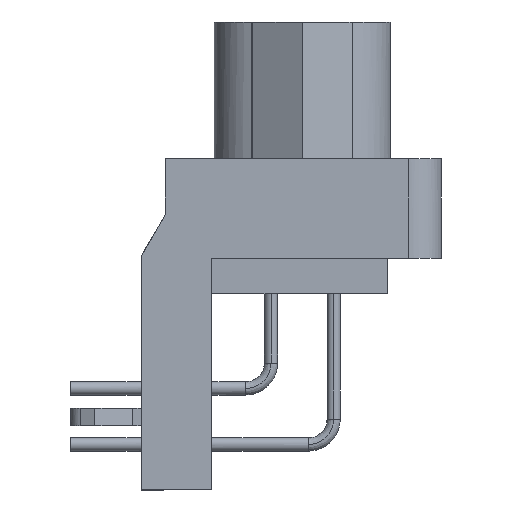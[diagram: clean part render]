
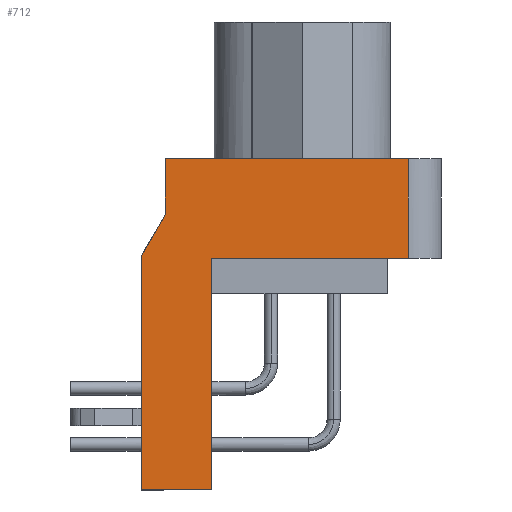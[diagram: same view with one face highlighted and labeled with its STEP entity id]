
A CAD part, left-side view. The second image highlights one B-rep face of the part: STEP entity #712.
In plain terms, the highlighted free-form (B-spline) face has degree [1, 1] with [2, 2] control points.
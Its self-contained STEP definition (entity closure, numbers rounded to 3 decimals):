
#712=ADVANCED_FACE('F65',(#1628),#1629,.T.);
#1628=FACE_OUTER_BOUND('',#4168,.T.);
#1629=B_SPLINE_SURFACE_WITH_KNOTS('',1,1,((#4169,#4170),(#4171,#4172)),.UNSPECIFIED.,.F.,.F.,.F.,(2,2),(2,2),(0.051,0.85),(0.051,0.98),.UNSPECIFIED.);
#4168=EDGE_LOOP('',(#6578,#6579,#6580,#6581,#6582,#6583,#6584,#6585));
#4169=CARTESIAN_POINT('',(-15.6,3.801,-14.501));
#4170=CARTESIAN_POINT('',(-15.6,3.801,0.501));
#4171=CARTESIAN_POINT('',(-15.6,-8.301,-14.501));
#4172=CARTESIAN_POINT('',(-15.6,-8.301,0.501));
#6578=ORIENTED_EDGE('',*,*,#6992,.F.);
#6579=ORIENTED_EDGE('',*,*,#6993,.T.);
#6580=ORIENTED_EDGE('',*,*,#6988,.F.);
#6581=ORIENTED_EDGE('',*,*,#6984,.T.);
#6582=ORIENTED_EDGE('',*,*,#6975,.T.);
#6583=ORIENTED_EDGE('',*,*,#6973,.T.);
#6584=ORIENTED_EDGE('',*,*,#6947,.T.);
#6585=ORIENTED_EDGE('',*,*,#6994,.T.);
#6947=EDGE_CURVE('E12',#7340,#7351,#7353,.T.);
#6973=EDGE_CURVE('E127',#7389,#7340,#7392,.T.);
#6975=EDGE_CURVE('E32',#7394,#7389,#7395,.T.);
#6984=EDGE_CURVE('E167',#7406,#7394,#7407,.T.);
#6988=EDGE_CURVE('E197',#7406,#7412,#7413,.T.);
#6992=EDGE_CURVE('E194',#7418,#7419,#7420,.T.);
#6993=EDGE_CURVE('E196',#7418,#7412,#7421,.T.);
#6994=EDGE_CURVE('E183',#7351,#7419,#7422,.T.);
#7340=VERTEX_POINT('V1',#8522);
#7351=VERTEX_POINT('V12',#8539);
#7353=B_SPLINE_CURVE_WITH_KNOTS('',1,(#8542,#8543),.UNSPECIFIED.,.F.,.F.,(2,2),(0.0,1.0),.UNSPECIFIED.);
#7389=VERTEX_POINT('V31',#8596);
#7392=B_SPLINE_CURVE_WITH_KNOTS('',1,(#8601,#8602),.UNSPECIFIED.,.F.,.F.,(2,2),(0.0,1.0),.UNSPECIFIED.);
#7394=VERTEX_POINT('V33',#8604);
#7395=B_SPLINE_CURVE_WITH_KNOTS('',1,(#8605,#8606),.UNSPECIFIED.,.F.,.F.,(2,2),(0.0,1.0),.UNSPECIFIED.);
#7406=VERTEX_POINT('V119',#8622);
#7407=B_SPLINE_CURVE_WITH_KNOTS('',1,(#8623,#8624),.UNSPECIFIED.,.F.,.F.,(2,2),(0.0,1.),.UNSPECIFIED.);
#7412=VERTEX_POINT('V136',#8631);
#7413=B_SPLINE_CURVE_WITH_KNOTS('',1,(#8632,#8633),.UNSPECIFIED.,.F.,.F.,(2,2),(0.0,1.0),.UNSPECIFIED.);
#7418=VERTEX_POINT('V135',#8640);
#7419=VERTEX_POINT('V128',#8641);
#7420=B_SPLINE_CURVE_WITH_KNOTS('',1,(#8642,#8643),.UNSPECIFIED.,.F.,.F.,(2,2),(0.0,1.0),.UNSPECIFIED.);
#7421=B_SPLINE_CURVE_WITH_KNOTS('',1,(#8644,#8645),.UNSPECIFIED.,.F.,.F.,(2,2),(0.0,22.0),.UNSPECIFIED.);
#7422=B_SPLINE_CURVE_WITH_KNOTS('',1,(#8646,#8647),.UNSPECIFIED.,.F.,.F.,(2,2),(0.144,1.0),.UNSPECIFIED.);
#8522=CARTESIAN_POINT('',(-15.6,0.6,-14.5));
#8539=CARTESIAN_POINT('',(-15.6,0.6,-4.0));
#8542=CARTESIAN_POINT('',(-15.6,0.6,-14.5));
#8543=CARTESIAN_POINT('',(-15.6,0.6,-4.0));
#8596=CARTESIAN_POINT('',(-15.6,3.8,-14.5));
#8601=CARTESIAN_POINT('',(-15.6,3.8,-14.5));
#8602=CARTESIAN_POINT('',(-15.6,0.6,-14.5));
#8604=CARTESIAN_POINT('',(-15.6,3.8,-3.905));
#8605=CARTESIAN_POINT('',(-15.6,3.8,-3.905));
#8606=CARTESIAN_POINT('',(-15.6,3.8,-14.5));
#8622=CARTESIAN_POINT('',(-15.6,2.7,-2.0));
#8623=CARTESIAN_POINT('',(-15.6,2.7,-2.0));
#8624=CARTESIAN_POINT('',(-15.6,3.8,-3.905));
#8631=CARTESIAN_POINT('',(-15.6,2.7,0.5));
#8632=CARTESIAN_POINT('',(-15.6,2.7,-2.0));
#8633=CARTESIAN_POINT('',(-15.6,2.7,0.5));
#8640=CARTESIAN_POINT('',(-15.6,-8.3,0.5));
#8641=CARTESIAN_POINT('',(-15.6,-8.3,-4.0));
#8642=CARTESIAN_POINT('',(-15.6,-8.3,0.5));
#8643=CARTESIAN_POINT('',(-15.6,-8.3,-4.0));
#8644=CARTESIAN_POINT('',(-15.6,-8.3,0.5));
#8645=CARTESIAN_POINT('',(-15.6,2.7,0.5));
#8646=CARTESIAN_POINT('',(-15.6,0.6,-4.0));
#8647=CARTESIAN_POINT('',(-15.6,-8.3,-4.0));
